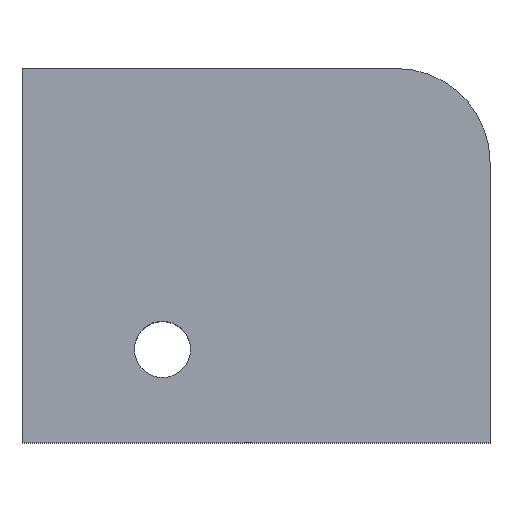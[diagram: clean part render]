
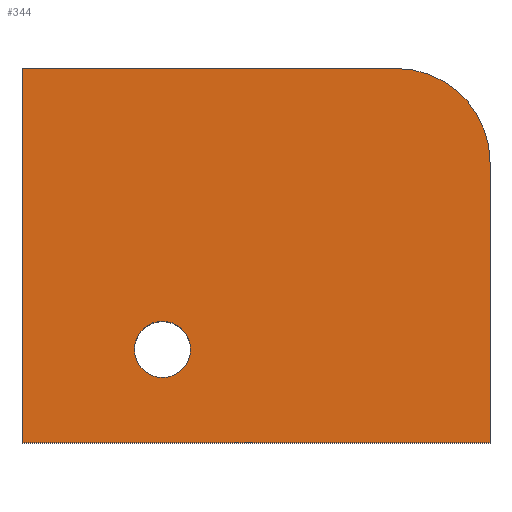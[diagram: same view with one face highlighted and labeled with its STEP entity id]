
A CAD part, top view. The second image highlights one B-rep face of the part: STEP entity #344.
In plain terms, the highlighted planar face has unit normal (0, 0, 1).
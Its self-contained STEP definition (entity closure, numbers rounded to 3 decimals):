
#165=CARTESIAN_POINT('',(30.,20.,30.));
#166=DIRECTION('',(0.,0.,1.));
#167=DIRECTION('',(1.,0.,0.));
#168=AXIS2_PLACEMENT_3D('',#165,#166,#167);
#170=DIRECTION('',(0.,1.,0.));
#171=VECTOR('',#170,60.);
#172=CARTESIAN_POINT('',(50.,-40.,30.));
#173=LINE('',#172,#171);
#174=DIRECTION('',(1.,0.,0.));
#175=VECTOR('',#174,100.);
#176=CARTESIAN_POINT('',(-50.,-40.,30.));
#177=LINE('',#176,#175);
#178=DIRECTION('',(0.,-1.,0.));
#179=VECTOR('',#178,80.);
#180=CARTESIAN_POINT('',(-50.,40.,30.));
#181=LINE('',#180,#179);
#182=DIRECTION('',(-1.,0.,0.));
#183=VECTOR('',#182,80.);
#184=CARTESIAN_POINT('',(30.,40.,30.));
#185=LINE('',#184,#183);
#186=CARTESIAN_POINT('',(-20.,-20.,30.));
#187=DIRECTION('',(0.,0.,-1.));
#188=DIRECTION('',(-1.,0.,0.));
#189=AXIS2_PLACEMENT_3D('',#186,#187,#188);
#191=CARTESIAN_POINT('',(-20.,-20.,30.));
#192=DIRECTION('',(0.,0.,-1.));
#193=DIRECTION('',(1.,0.,0.));
#194=AXIS2_PLACEMENT_3D('',#191,#192,#193);
#210=CARTESIAN_POINT('',(-50.,40.,30.));
#211=CARTESIAN_POINT('',(-50.,-40.,30.));
#212=VERTEX_POINT('',#210);
#213=VERTEX_POINT('',#211);
#214=CARTESIAN_POINT('',(50.,-40.,30.));
#215=VERTEX_POINT('',#214);
#220=CARTESIAN_POINT('',(50.,20.,30.));
#221=VERTEX_POINT('',#220);
#222=CARTESIAN_POINT('',(30.,40.,30.));
#223=VERTEX_POINT('',#222);
#228=CARTESIAN_POINT('',(-26.,-20.,30.));
#229=CARTESIAN_POINT('',(-14.,-20.,30.));
#230=VERTEX_POINT('',#228);
#231=VERTEX_POINT('',#229);
#326=CARTESIAN_POINT('',(0.,0.,30.));
#327=DIRECTION('',(0.,0.,1.));
#328=DIRECTION('',(1.,0.,0.));
#329=AXIS2_PLACEMENT_3D('',#326,#327,#328);
#330=PLANE('',#329);
#331=ORIENTED_EDGE('',*,*,#264,.F.);
#332=ORIENTED_EDGE('',*,*,#280,.F.);
#333=ORIENTED_EDGE('',*,*,#293,.F.);
#334=ORIENTED_EDGE('',*,*,#307,.F.);
#335=ORIENTED_EDGE('',*,*,#319,.F.);
#336=EDGE_LOOP('',(#331,#332,#333,#334,#335));
#337=FACE_OUTER_BOUND('',#336,.F.);
#339=ORIENTED_EDGE('',*,*,#338,.F.);
#341=ORIENTED_EDGE('',*,*,#340,.F.);
#342=EDGE_LOOP('',(#339,#341));
#343=FACE_BOUND('',#342,.F.);
#344=ADVANCED_FACE('',(#337,#343),#330,.T.);
#169=CIRCLE('',#168,20.);
#190=CIRCLE('',#189,6.);
#195=CIRCLE('',#194,6.);
#264=EDGE_CURVE('',#221,#223,#169,.T.);
#280=EDGE_CURVE('',#215,#221,#173,.T.);
#293=EDGE_CURVE('',#213,#215,#177,.T.);
#307=EDGE_CURVE('',#212,#213,#181,.T.);
#319=EDGE_CURVE('',#223,#212,#185,.T.);
#338=EDGE_CURVE('',#230,#231,#190,.T.);
#340=EDGE_CURVE('',#231,#230,#195,.T.);
